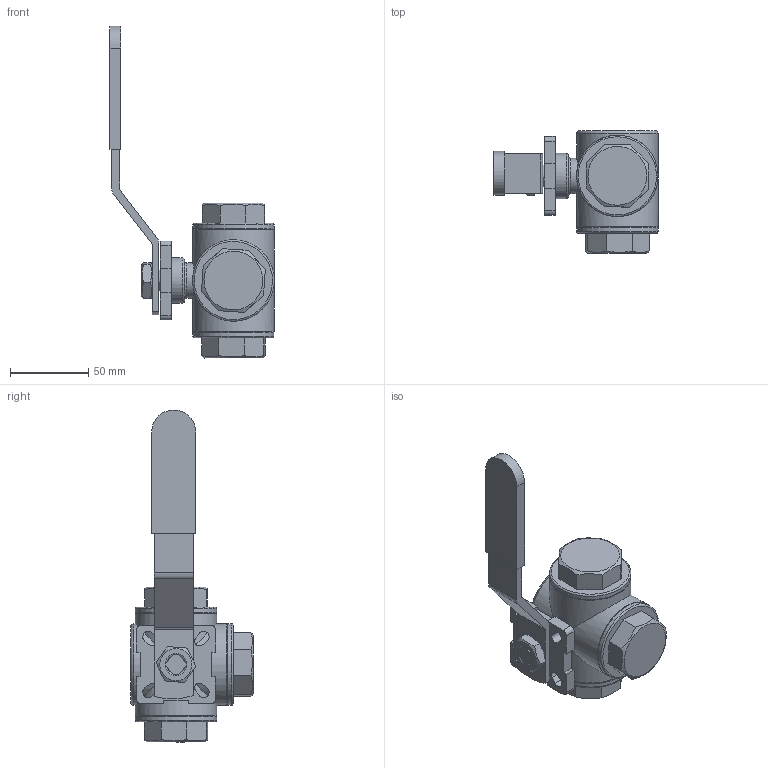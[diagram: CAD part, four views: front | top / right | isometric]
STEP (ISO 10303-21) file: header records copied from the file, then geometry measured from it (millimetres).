
FILE_DESCRIPTION(/* description */ (''),/* implementation_level */ '2;1');
FILE_NAME(/* name */ '204006.stp',/* time_stamp */ '2021-05-27T15:34:27+02:00',/* author */ ('M.CANAL'),/* organization */ (''),/* preprocessor_version */ 'ST-DEVELOPER v18.1',/* originating_system */ 'Autodesk Inventor 2021',/* authorisation */ '');
FILE_SCHEMA (('AUTOMOTIVE_DESIGN { 1 0 10303 214 3 1 1 }'));
Length unit declared in the file: millimetre
Products named in the file (1): 204006
Bounding box: 104.85 x 78.5 x 212.11 mm (x, y, z)
Volume: 304251.9 mm3; surface area: 45287.6 mm2
Topology: 1 solids, 1 shells, 208 faces, 565 edges, 359 vertices
Faces by surface type: plane 131, cylinder 55, cone 14, torus 8
Full cylindrical faces by diameter (mm): 22.5 x1, 29 x1, 52 x7
Entity records: 6801 total; most frequent: CARTESIAN_POINT 1318, ORIENTED_EDGE 1130, DIRECTION 1059, EDGE_CURVE 565, VERTEX_POINT 359, AXIS2_PLACEMENT_3D 354, LINE 351, VECTOR 351
